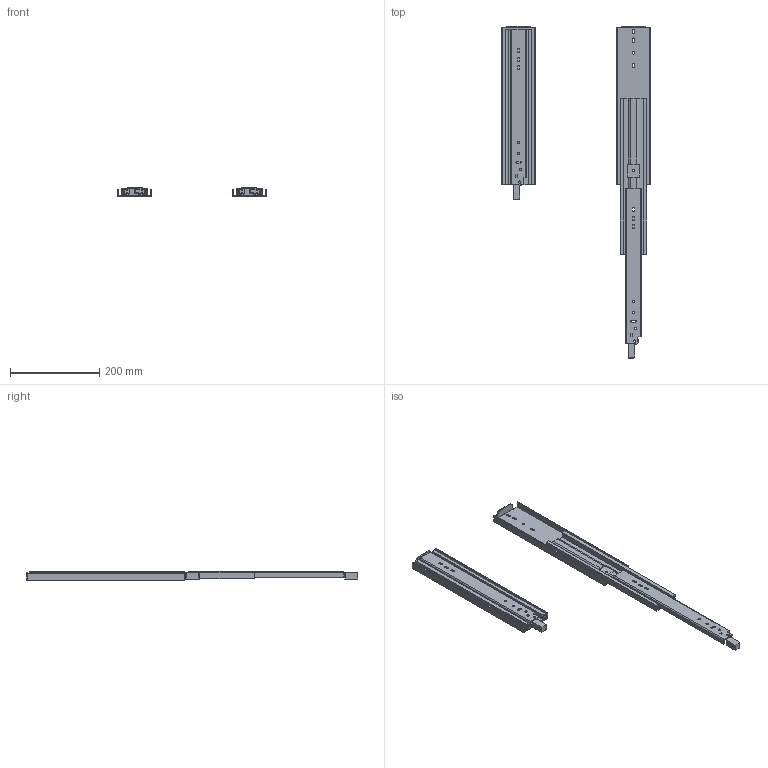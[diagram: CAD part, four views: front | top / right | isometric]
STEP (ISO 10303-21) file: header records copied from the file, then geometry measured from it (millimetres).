
FILE_DESCRIPTION((''),'2;1');
FILE_NAME('ASSEM1_1_ASM','2026-04-08T10:58:04',('T260078'),(''),'CREO PARAMETRIC BY PTC INC, 2025123','CREO PARAMETRIC BY PTC INC, 2025123','');
FILE_SCHEMA(('CONFIG_CONTROL_DESIGN','SHAPE_APPEARANCE_LAYERS_GROUPS'));
Length unit declared in the file: millimetre
Products named in the file (8): 76J05-14-M_1; W-688-L-4_1_2_3; 76J05-14-I-53; 76J05-14-I-42_ASM; 76J05-14-O_1; 76J05-14_X2_540B7D447ACB571_X0__ASM; 76J05-14_X2_540B5C55957_X0__ASM; ASSEM1_1_ASM
Assembly tree (10 placements, depth 4):
  ASSEM1_1_ASM
    76J05-14_X2_540B7D447ACB571_X0__ASM
      76J05-14-M_1
      76J05-14-I-42_ASM
        W-688-L-4_1_2_3
        76J05-14-I-53
      76J05-14-O_1
    76J05-14_X2_540B5C55957_X0__ASM
      76J05-14-M_1
      76J05-14-I-42_ASM
        W-688-L-4_1_2_3
        76J05-14-I-53
      76J05-14-O_1
Bounding box: 333.65 x 742.6 x 19.3 mm (x, y, z)
Volume: 448165.4 mm3; surface area: 396368.7 mm2
Topology: 8 solids, 8 shells, 400 faces, 1216 edges, 824 vertices
Faces by surface type: plane 216, cylinder 184
Entity records: 8498 total; most frequent: CARTESIAN_POINT 1270, DIRECTION 1255, ORIENTED_EDGE 1216, EDGE_CURVE 608, AXIS2_PLACEMENT_3D 426, VERTEX_POINT 412, VECTOR 403, LINE 403
